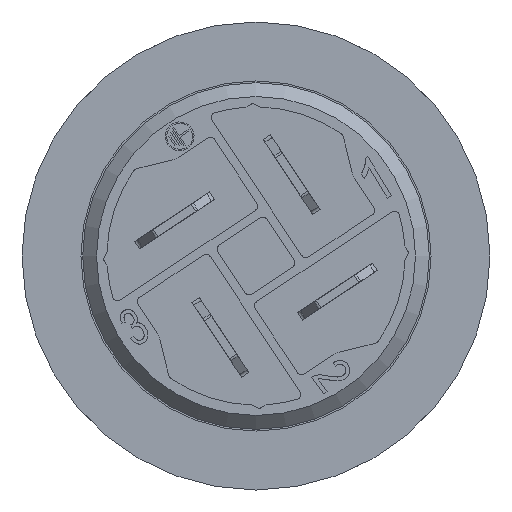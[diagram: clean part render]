
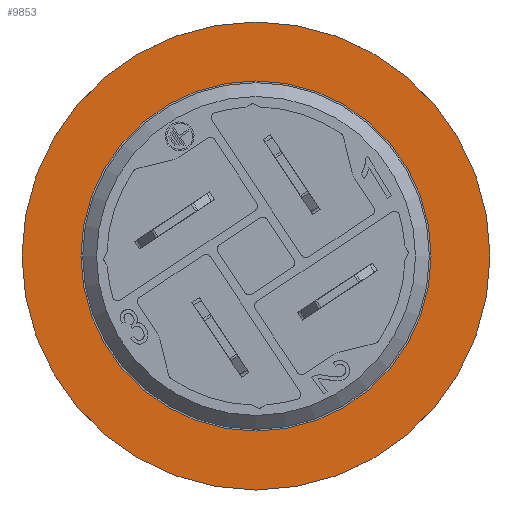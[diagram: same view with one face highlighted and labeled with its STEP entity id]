
A CAD part, front view. The second image highlights one B-rep face of the part: STEP entity #9853.
In plain terms, the highlighted planar face has unit normal (0, -1, 0).
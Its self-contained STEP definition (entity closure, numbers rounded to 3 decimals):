
#9853=ADVANCED_FACE('',(#10521,#10522),#10303,.T.);
#10303=PLANE('',#21790);
#10521=FACE_BOUND('',#11275,.T.);
#10522=FACE_BOUND('',#11276,.T.);
#11275=EDGE_LOOP('',(#15302));
#11276=EDGE_LOOP('',(#15303));
#15302=ORIENTED_EDGE('',*,*,#19704,.T.);
#15303=ORIENTED_EDGE('',*,*,#19705,.F.);
#17494=VERTEX_POINT('',#32575);
#17495=VERTEX_POINT('',#32577);
#19704=EDGE_CURVE('',#17494,#17494,#20619,.T.);
#19705=EDGE_CURVE('',#17495,#17495,#20620,.T.);
#20619=CIRCLE('',#21788,10.1);
#20620=CIRCLE('',#21789,13.5);
#21788=AXIS2_PLACEMENT_3D('',#32574,#24965,#24966);
#21789=AXIS2_PLACEMENT_3D('',#32576,#24967,#24968);
#21790=AXIS2_PLACEMENT_3D('',#32578,#24969,#24970);
#24965=DIRECTION('',(0.,1.,0.));
#24966=DIRECTION('',(1.,0.,0.));
#24967=DIRECTION('',(0.,1.,0.));
#24968=DIRECTION('',(1.,0.,0.));
#24969=DIRECTION('',(0.,-1.,0.));
#24970=DIRECTION('',(0.,0.,1.));
#32574=CARTESIAN_POINT('',(-21.97,-23.163,-132.162));
#32575=CARTESIAN_POINT('',(-11.87,-23.163,-132.162));
#32576=CARTESIAN_POINT('',(-21.97,-23.163,-132.162));
#32577=CARTESIAN_POINT('',(-8.47,-23.163,-132.162));
#32578=CARTESIAN_POINT('',(-7.795,-23.163,-146.337));
